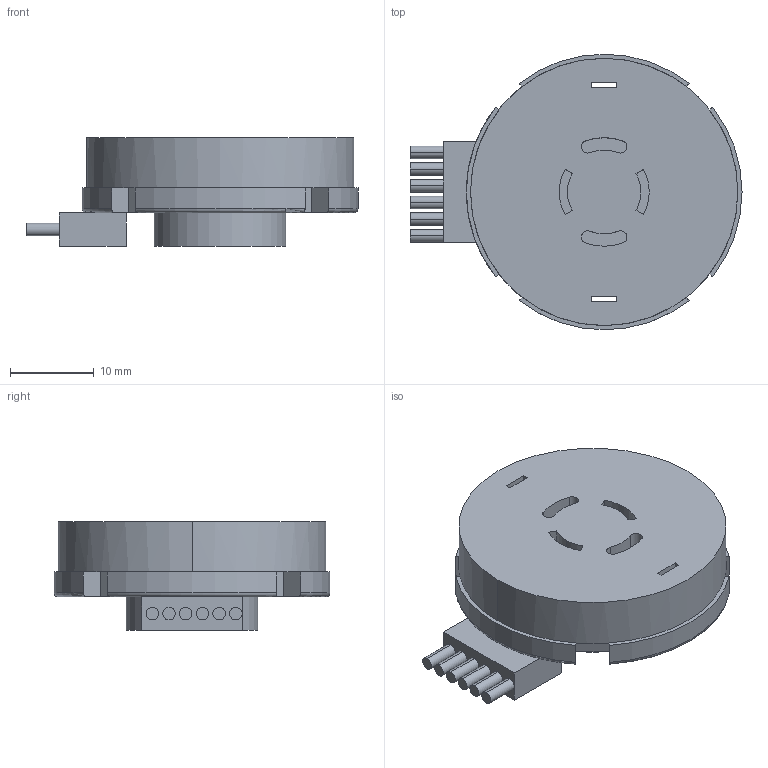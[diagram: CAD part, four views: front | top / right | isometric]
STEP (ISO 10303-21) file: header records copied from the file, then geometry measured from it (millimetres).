
FILE_DESCRIPTION (( 'STEP AP203' ), '1' );
FILE_NAME ('PLASTIC COVER- DC MOTOR- JGB37-520-1_Default_sldprt.STEP', '2022-09-20T08:33:43', ( '' ), ( '' ), 'SwSTEP 2.0', 'SolidWorks 2020', '' );
FILE_SCHEMA (( 'CONFIG_CONTROL_DESIGN' ));
Length unit declared in the file: millimetre
Products named in the file (1): PLASTIC COVER- DC MOTOR- JGB37-520-1_Default_sldprt
Bounding box: 39.74 x 33 x 13 mm (x, y, z)
Volume: 8173.9 mm3; surface area: 3807.3 mm2
Topology: 1 solids, 1 shells, 114 faces, 279 edges, 182 vertices
Faces by surface type: plane 68, cylinder 41, torus 5
Entity records: 3475 total; most frequent: CARTESIAN_POINT 616, DIRECTION 600, ORIENTED_EDGE 558, EDGE_CURVE 279, AXIS2_PLACEMENT_3D 214, VERTEX_POINT 182, LINE 172, VECTOR 172
